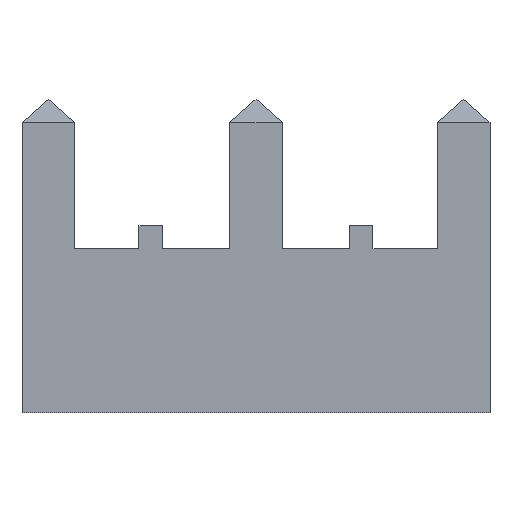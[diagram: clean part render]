
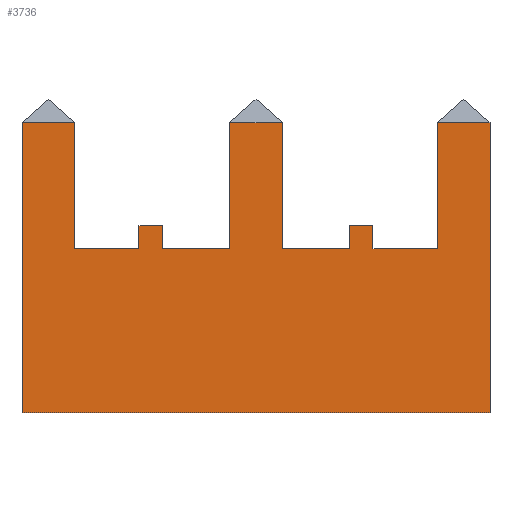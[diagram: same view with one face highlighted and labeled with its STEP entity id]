
A CAD part, left-side view. The second image highlights one B-rep face of the part: STEP entity #3736.
In plain terms, the highlighted planar face has unit normal (-1, 0, 0).
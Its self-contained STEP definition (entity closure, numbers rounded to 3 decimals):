
#161=FACE_OUTER_BOUND('',#378,.T.);
#378=EDGE_LOOP('',(#2719,#2720,#2721,#2722,#2723,#2724,#2725,#2726,#2727,
#2728,#2729,#2730,#2731,#2732,#2733,#2734,#2735,#2736,#2737,#2738));
#581=LINE('',#7418,#1068);
#609=LINE('',#7481,#1096);
#613=LINE('',#7488,#1100);
#614=LINE('',#7490,#1101);
#621=LINE('',#7505,#1108);
#623=LINE('',#7510,#1110);
#625=LINE('',#7513,#1112);
#732=LINE('',#7737,#1219);
#733=LINE('',#7739,#1220);
#748=LINE('',#7766,#1235);
#750=LINE('',#7771,#1237);
#762=LINE('',#7794,#1249);
#763=LINE('',#7796,#1250);
#765=LINE('',#7800,#1252);
#766=LINE('',#7801,#1253);
#767=LINE('',#7802,#1254);
#768=LINE('',#7804,#1255);
#769=LINE('',#7806,#1256);
#770=LINE('',#7808,#1257);
#771=LINE('',#7809,#1258);
#1068=VECTOR('',#4210,10.);
#1096=VECTOR('',#4264,10.);
#1100=VECTOR('',#4270,10.);
#1101=VECTOR('',#4273,10.);
#1108=VECTOR('',#4284,10.);
#1110=VECTOR('',#4288,10.);
#1112=VECTOR('',#4292,10.);
#1219=VECTOR('',#4481,10.);
#1220=VECTOR('',#4484,10.);
#1235=VECTOR('',#4503,10.);
#1237=VECTOR('',#4509,10.);
#1249=VECTOR('',#4531,10.);
#1250=VECTOR('',#4534,10.);
#1252=VECTOR('',#4540,10.);
#1253=VECTOR('',#4541,10.);
#1254=VECTOR('',#4542,10.);
#1255=VECTOR('',#4543,10.);
#1256=VECTOR('',#4544,10.);
#1257=VECTOR('',#4545,10.);
#1258=VECTOR('',#4546,10.);
#1557=VERTEX_POINT('',#7412);
#1559=VERTEX_POINT('',#7416);
#1580=VERTEX_POINT('',#7478);
#1581=VERTEX_POINT('',#7480);
#1582=VERTEX_POINT('',#7484);
#1583=VERTEX_POINT('',#7486);
#1588=VERTEX_POINT('',#7501);
#1589=VERTEX_POINT('',#7503);
#1590=VERTEX_POINT('',#7507);
#1591=VERTEX_POINT('',#7509);
#1658=VERTEX_POINT('',#7710);
#1659=VERTEX_POINT('',#7714);
#1663=VERTEX_POINT('',#7723);
#1664=VERTEX_POINT('',#7727);
#1667=VERTEX_POINT('',#7735);
#1677=VERTEX_POINT('',#7764);
#1678=VERTEX_POINT('',#7770);
#1685=VERTEX_POINT('',#7803);
#1686=VERTEX_POINT('',#7805);
#1687=VERTEX_POINT('',#7807);
#1901=EDGE_CURVE('',#1557,#1559,#581,.T.);
#1931=EDGE_CURVE('',#1580,#1581,#609,.T.);
#1935=EDGE_CURVE('',#1582,#1583,#613,.T.);
#1936=EDGE_CURVE('',#1583,#1581,#614,.T.);
#1943=EDGE_CURVE('',#1588,#1589,#621,.T.);
#1945=EDGE_CURVE('',#1590,#1591,#623,.T.);
#1947=EDGE_CURVE('',#1591,#1589,#625,.T.);
#2054=EDGE_CURVE('',#1667,#1659,#732,.T.);
#2055=EDGE_CURVE('',#1559,#1658,#733,.T.);
#2070=EDGE_CURVE('',#1677,#1664,#748,.T.);
#2072=EDGE_CURVE('',#1678,#1663,#750,.T.);
#2084=EDGE_CURVE('',#1658,#1659,#762,.T.);
#2085=EDGE_CURVE('',#1663,#1664,#763,.T.);
#2087=EDGE_CURVE('',#1582,#1667,#765,.T.);
#2088=EDGE_CURVE('',#1678,#1580,#766,.T.);
#2089=EDGE_CURVE('',#1588,#1677,#767,.T.);
#2090=EDGE_CURVE('',#1685,#1590,#768,.T.);
#2091=EDGE_CURVE('',#1685,#1686,#769,.T.);
#2092=EDGE_CURVE('',#1686,#1687,#770,.T.);
#2093=EDGE_CURVE('',#1557,#1687,#771,.T.);
#2719=ORIENTED_EDGE('',*,*,#2084,.T.);
#2720=ORIENTED_EDGE('',*,*,#2054,.F.);
#2721=ORIENTED_EDGE('',*,*,#2087,.F.);
#2722=ORIENTED_EDGE('',*,*,#1935,.T.);
#2723=ORIENTED_EDGE('',*,*,#1936,.T.);
#2724=ORIENTED_EDGE('',*,*,#1931,.F.);
#2725=ORIENTED_EDGE('',*,*,#2088,.F.);
#2726=ORIENTED_EDGE('',*,*,#2072,.T.);
#2727=ORIENTED_EDGE('',*,*,#2085,.T.);
#2728=ORIENTED_EDGE('',*,*,#2070,.F.);
#2729=ORIENTED_EDGE('',*,*,#2089,.F.);
#2730=ORIENTED_EDGE('',*,*,#1943,.T.);
#2731=ORIENTED_EDGE('',*,*,#1947,.F.);
#2732=ORIENTED_EDGE('',*,*,#1945,.F.);
#2733=ORIENTED_EDGE('',*,*,#2090,.F.);
#2734=ORIENTED_EDGE('',*,*,#2091,.T.);
#2735=ORIENTED_EDGE('',*,*,#2092,.T.);
#2736=ORIENTED_EDGE('',*,*,#2093,.F.);
#2737=ORIENTED_EDGE('',*,*,#1901,.T.);
#2738=ORIENTED_EDGE('',*,*,#2055,.T.);
#3535=PLANE('',#4014);
#3736=ADVANCED_FACE('',(#161),#3535,.T.);
#4014=AXIS2_PLACEMENT_3D('',#7799,#4538,#4539);
#4210=DIRECTION('',(0.,-1.,0.));
#4264=DIRECTION('',(0.,0.,1.));
#4270=DIRECTION('',(0.,0.,1.));
#4273=DIRECTION('',(0.,1.,0.));
#4284=DIRECTION('',(0.,0.,1.));
#4288=DIRECTION('',(0.,0.,1.));
#4292=DIRECTION('',(0.,-1.,0.));
#4481=DIRECTION('',(0.,0.,1.));
#4484=DIRECTION('',(0.,0.,1.));
#4503=DIRECTION('',(0.,0.,1.));
#4509=DIRECTION('',(0.,0.,1.));
#4531=DIRECTION('',(0.,1.,0.));
#4534=DIRECTION('',(0.,1.,0.));
#4538=DIRECTION('center_axis',(-1.,0.,0.));
#4539=DIRECTION('ref_axis',(0.,-1.,0.));
#4540=DIRECTION('',(0.,-1.,0.));
#4541=DIRECTION('',(0.,-1.,0.));
#4542=DIRECTION('',(0.,-1.,0.));
#4543=DIRECTION('',(0.,-1.,0.));
#4544=DIRECTION('',(0.,0.,1.));
#4545=DIRECTION('',(0.,1.,0.));
#4546=DIRECTION('',(0.,0.,1.));
#7412=CARTESIAN_POINT('',(-5.,5.,0.));
#7416=CARTESIAN_POINT('',(-5.,-5.,0.));
#7418=CARTESIAN_POINT('',(-5.,5.,0.));
#7478=CARTESIAN_POINT('',(-5.,-2.,3.5));
#7480=CARTESIAN_POINT('',(-5.,-2.,4.));
#7481=CARTESIAN_POINT('',(-5.,-2.,3.5));
#7484=CARTESIAN_POINT('',(-5.,-2.5,3.5));
#7486=CARTESIAN_POINT('',(-5.,-2.5,4.));
#7488=CARTESIAN_POINT('',(-5.,-2.5,3.5));
#7490=CARTESIAN_POINT('',(-5.,-2.5,4.));
#7501=CARTESIAN_POINT('',(-5.,2.,3.5));
#7503=CARTESIAN_POINT('',(-5.,2.,4.));
#7505=CARTESIAN_POINT('',(-5.,2.,3.5));
#7507=CARTESIAN_POINT('',(-5.,2.5,3.5));
#7509=CARTESIAN_POINT('',(-5.,2.5,4.));
#7510=CARTESIAN_POINT('',(-5.,2.5,3.5));
#7513=CARTESIAN_POINT('',(-5.,2.5,4.));
#7710=CARTESIAN_POINT('',(-5.,-5.,6.2));
#7714=CARTESIAN_POINT('',(-5.,-3.87,6.2));
#7723=CARTESIAN_POINT('',(-5.,-0.565,6.2));
#7727=CARTESIAN_POINT('',(-5.,0.565,6.2));
#7735=CARTESIAN_POINT('',(-5.,-3.87,3.5));
#7737=CARTESIAN_POINT('',(-5.,-3.87,3.5));
#7739=CARTESIAN_POINT('',(-5.,-5.,0.));
#7764=CARTESIAN_POINT('',(-5.,0.565,3.5));
#7766=CARTESIAN_POINT('',(-5.,0.565,3.5));
#7770=CARTESIAN_POINT('',(-5.,-0.565,3.5));
#7771=CARTESIAN_POINT('',(-5.,-0.565,3.5));
#7794=CARTESIAN_POINT('',(-5.,0.565,6.2));
#7796=CARTESIAN_POINT('',(-5.,2.783,6.2));
#7799=CARTESIAN_POINT('Origin',(-5.,5.,0.));
#7800=CARTESIAN_POINT('',(-5.,5.,3.5));
#7801=CARTESIAN_POINT('',(-5.,5.,3.5));
#7802=CARTESIAN_POINT('',(-5.,5.,3.5));
#7803=CARTESIAN_POINT('',(-5.,3.87,3.5));
#7804=CARTESIAN_POINT('',(-5.,5.,3.5));
#7805=CARTESIAN_POINT('',(-5.,3.87,6.2));
#7806=CARTESIAN_POINT('',(-5.,3.87,3.5));
#7807=CARTESIAN_POINT('',(-5.,5.,6.2));
#7808=CARTESIAN_POINT('',(-5.,5.,6.2));
#7809=CARTESIAN_POINT('',(-5.,5.,0.));
